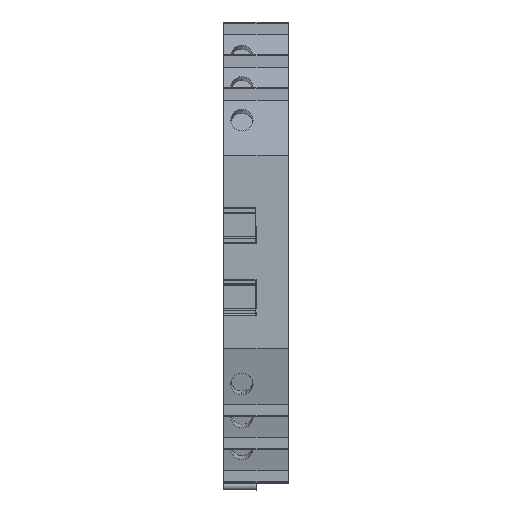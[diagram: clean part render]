
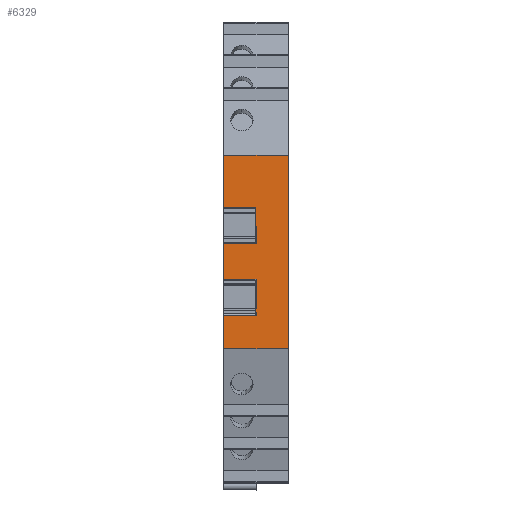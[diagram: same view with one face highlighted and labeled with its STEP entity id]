
A CAD part, top view. The second image highlights one B-rep face of the part: STEP entity #6329.
In plain terms, the highlighted planar face has unit normal (0, 0, 1).
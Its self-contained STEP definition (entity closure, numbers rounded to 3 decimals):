
#6252=AXIS2_PLACEMENT_3D('Plane Axis2P3D',#6249,#6250,#6251) ;
#1201=CARTESIAN_POINT('Vertex',(0.,26.49,79.544)) ;
#1204=CARTESIAN_POINT('Line Origine',(0.,26.79,79.544)) ;
#1208=CARTESIAN_POINT('Vertex',(0.,27.09,79.544)) ;
#1211=CARTESIAN_POINT('Line Origine',(0.,27.347,79.544)) ;
#1215=CARTESIAN_POINT('Vertex',(0.,27.605,79.544)) ;
#1218=CARTESIAN_POINT('Line Origine',(0.,28.537,79.544)) ;
#1222=CARTESIAN_POINT('Vertex',(0.,29.469,79.544)) ;
#1225=CARTESIAN_POINT('Line Origine',(0.,29.626,79.544)) ;
#1229=CARTESIAN_POINT('Vertex',(0.,29.783,79.544)) ;
#1232=CARTESIAN_POINT('Line Origine',(0.,31.28,79.544)) ;
#1236=CARTESIAN_POINT('Vertex',(0.,32.777,79.544)) ;
#1387=CARTESIAN_POINT('Vertex',(0.,39.577,79.544)) ;
#1390=CARTESIAN_POINT('Line Origine',(0.,40.391,79.544)) ;
#1394=CARTESIAN_POINT('Vertex',(0.,41.205,79.544)) ;
#1397=CARTESIAN_POINT('Line Origine',(0.,43.014,79.544)) ;
#1401=CARTESIAN_POINT('Vertex',(0.,44.822,79.544)) ;
#1404=CARTESIAN_POINT('Line Origine',(0.,45.569,79.544)) ;
#1408=CARTESIAN_POINT('Vertex',(0.,46.315,79.544)) ;
#1559=CARTESIAN_POINT('Vertex',(0.,53.115,79.544)) ;
#1562=CARTESIAN_POINT('Line Origine',(0.,54.604,79.544)) ;
#1566=CARTESIAN_POINT('Vertex',(0.,56.094,79.544)) ;
#1569=CARTESIAN_POINT('Line Origine',(0.,57.719,79.544)) ;
#1573=CARTESIAN_POINT('Vertex',(0.,59.345,79.544)) ;
#1576=CARTESIAN_POINT('Line Origine',(0.,59.541,79.544)) ;
#1580=CARTESIAN_POINT('Vertex',(0.,59.737,79.544)) ;
#1583=CARTESIAN_POINT('Line Origine',(0.,60.669,79.544)) ;
#1587=CARTESIAN_POINT('Vertex',(0.,61.601,79.544)) ;
#1590=CARTESIAN_POINT('Line Origine',(0.,61.858,79.544)) ;
#1594=CARTESIAN_POINT('Vertex',(0.,62.116,79.544)) ;
#1597=CARTESIAN_POINT('Line Origine',(0.,62.503,79.544)) ;
#1601=CARTESIAN_POINT('Vertex',(0.,62.89,79.544)) ;
#6168=CARTESIAN_POINT('Vertex',(12.2,26.49,79.544)) ;
#6171=CARTESIAN_POINT('Line Origine',(6.1,26.49,79.544)) ;
#6249=CARTESIAN_POINT('Axis2P3D Location',(0.,60.228,79.544)) ;
#6254=CARTESIAN_POINT('Line Origine',(3.05,32.777,79.544)) ;
#6258=CARTESIAN_POINT('Vertex',(6.1,32.777,79.544)) ;
#6261=CARTESIAN_POINT('Line Origine',(12.2,44.69,79.544)) ;
#6265=CARTESIAN_POINT('Vertex',(12.2,62.89,79.544)) ;
#6268=CARTESIAN_POINT('Line Origine',(6.1,62.89,79.544)) ;
#6273=CARTESIAN_POINT('Line Origine',(3.05,53.115,79.544)) ;
#6277=CARTESIAN_POINT('Vertex',(6.1,53.115,79.544)) ;
#6280=CARTESIAN_POINT('Line Origine',(6.1,49.715,79.544)) ;
#6284=CARTESIAN_POINT('Vertex',(6.1,46.315,79.544)) ;
#6287=CARTESIAN_POINT('Line Origine',(3.05,46.315,79.544)) ;
#6292=CARTESIAN_POINT('Line Origine',(3.05,39.577,79.544)) ;
#6296=CARTESIAN_POINT('Vertex',(6.1,39.577,79.544)) ;
#6299=CARTESIAN_POINT('Line Origine',(6.1,36.177,79.544)) ;
#1205=DIRECTION('Vector Direction',(0.,1.,0.)) ;
#1212=DIRECTION('Vector Direction',(0.,1.,0.)) ;
#1219=DIRECTION('Vector Direction',(0.,-1.,0.)) ;
#1226=DIRECTION('Vector Direction',(0.,1.,0.)) ;
#1233=DIRECTION('Vector Direction',(0.,-1.,0.)) ;
#1391=DIRECTION('Vector Direction',(0.,-1.,0.)) ;
#1398=DIRECTION('Vector Direction',(0.,-1.,0.)) ;
#1405=DIRECTION('Vector Direction',(0.,-1.,0.)) ;
#1563=DIRECTION('Vector Direction',(0.,1.,0.)) ;
#1570=DIRECTION('Vector Direction',(0.,-1.,0.)) ;
#1577=DIRECTION('Vector Direction',(0.,1.,0.)) ;
#1584=DIRECTION('Vector Direction',(0.,1.,0.)) ;
#1591=DIRECTION('Vector Direction',(0.,1.,0.)) ;
#1598=DIRECTION('Vector Direction',(0.,1.,0.)) ;
#6172=DIRECTION('Vector Direction',(1.,0.,0.)) ;
#6250=DIRECTION('Axis2P3D Direction',(0.,0.,-1.)) ;
#6251=DIRECTION('Axis2P3D XDirection',(0.,1.,0.)) ;
#6255=DIRECTION('Vector Direction',(-1.,0.,0.)) ;
#6262=DIRECTION('Vector Direction',(0.,-1.,0.)) ;
#6269=DIRECTION('Vector Direction',(1.,0.,0.)) ;
#6274=DIRECTION('Vector Direction',(-1.,0.,0.)) ;
#6281=DIRECTION('Vector Direction',(0.,-1.,0.)) ;
#6288=DIRECTION('Vector Direction',(-1.,0.,0.)) ;
#6293=DIRECTION('Vector Direction',(-1.,0.,0.)) ;
#6300=DIRECTION('Vector Direction',(0.,-1.,0.)) ;
#1206=VECTOR('Line Direction',#1205,1.) ;
#1213=VECTOR('Line Direction',#1212,1.) ;
#1220=VECTOR('Line Direction',#1219,1.) ;
#1227=VECTOR('Line Direction',#1226,1.) ;
#1234=VECTOR('Line Direction',#1233,1.) ;
#1392=VECTOR('Line Direction',#1391,1.) ;
#1399=VECTOR('Line Direction',#1398,1.) ;
#1406=VECTOR('Line Direction',#1405,1.) ;
#1564=VECTOR('Line Direction',#1563,1.) ;
#1571=VECTOR('Line Direction',#1570,1.) ;
#1578=VECTOR('Line Direction',#1577,1.) ;
#1585=VECTOR('Line Direction',#1584,1.) ;
#1592=VECTOR('Line Direction',#1591,1.) ;
#1599=VECTOR('Line Direction',#1598,1.) ;
#6173=VECTOR('Line Direction',#6172,1.) ;
#6256=VECTOR('Line Direction',#6255,1.) ;
#6263=VECTOR('Line Direction',#6262,1.) ;
#6270=VECTOR('Line Direction',#6269,1.) ;
#6275=VECTOR('Line Direction',#6274,1.) ;
#6282=VECTOR('Line Direction',#6281,1.) ;
#6289=VECTOR('Line Direction',#6288,1.) ;
#6294=VECTOR('Line Direction',#6293,1.) ;
#6301=VECTOR('Line Direction',#6300,1.) ;
#6305=ORIENTED_EDGE('',*,*,#6260,.T.) ;
#6306=ORIENTED_EDGE('',*,*,#1238,.F.) ;
#6307=ORIENTED_EDGE('',*,*,#1231,.F.) ;
#6308=ORIENTED_EDGE('',*,*,#1224,.F.) ;
#6309=ORIENTED_EDGE('',*,*,#1217,.F.) ;
#6310=ORIENTED_EDGE('',*,*,#1210,.F.) ;
#6311=ORIENTED_EDGE('',*,*,#6175,.T.) ;
#6312=ORIENTED_EDGE('',*,*,#6267,.F.) ;
#6313=ORIENTED_EDGE('',*,*,#6272,.F.) ;
#6314=ORIENTED_EDGE('',*,*,#1603,.F.) ;
#6315=ORIENTED_EDGE('',*,*,#1596,.F.) ;
#6316=ORIENTED_EDGE('',*,*,#1589,.F.) ;
#6317=ORIENTED_EDGE('',*,*,#1582,.F.) ;
#6318=ORIENTED_EDGE('',*,*,#1575,.F.) ;
#6319=ORIENTED_EDGE('',*,*,#1568,.F.) ;
#6320=ORIENTED_EDGE('',*,*,#6279,.F.) ;
#6321=ORIENTED_EDGE('',*,*,#6286,.F.) ;
#6322=ORIENTED_EDGE('',*,*,#6291,.T.) ;
#6323=ORIENTED_EDGE('',*,*,#1410,.F.) ;
#6324=ORIENTED_EDGE('',*,*,#1403,.F.) ;
#6325=ORIENTED_EDGE('',*,*,#1396,.F.) ;
#6326=ORIENTED_EDGE('',*,*,#6298,.F.) ;
#6327=ORIENTED_EDGE('',*,*,#6303,.F.) ;
#6329=ADVANCED_FACE('GEHAEUSE',(#6328),#6253,.F.) ;
#1210=EDGE_CURVE('',#1202,#1209,#1207,.T.) ;
#1217=EDGE_CURVE('',#1209,#1216,#1214,.T.) ;
#1224=EDGE_CURVE('',#1216,#1223,#1221,.F.) ;
#1231=EDGE_CURVE('',#1223,#1230,#1228,.T.) ;
#1238=EDGE_CURVE('',#1230,#1237,#1235,.F.) ;
#1396=EDGE_CURVE('',#1388,#1395,#1393,.F.) ;
#1403=EDGE_CURVE('',#1395,#1402,#1400,.F.) ;
#1410=EDGE_CURVE('',#1402,#1409,#1407,.F.) ;
#1568=EDGE_CURVE('',#1560,#1567,#1565,.T.) ;
#1575=EDGE_CURVE('',#1567,#1574,#1572,.F.) ;
#1582=EDGE_CURVE('',#1574,#1581,#1579,.T.) ;
#1589=EDGE_CURVE('',#1581,#1588,#1586,.T.) ;
#1596=EDGE_CURVE('',#1588,#1595,#1593,.T.) ;
#1603=EDGE_CURVE('',#1595,#1602,#1600,.T.) ;
#6175=EDGE_CURVE('',#1202,#6169,#6174,.T.) ;
#6260=EDGE_CURVE('',#6259,#1237,#6257,.T.) ;
#6267=EDGE_CURVE('',#6266,#6169,#6264,.T.) ;
#6272=EDGE_CURVE('',#1602,#6266,#6271,.T.) ;
#6279=EDGE_CURVE('',#6278,#1560,#6276,.T.) ;
#6286=EDGE_CURVE('',#6285,#6278,#6283,.F.) ;
#6291=EDGE_CURVE('',#6285,#1409,#6290,.T.) ;
#6298=EDGE_CURVE('',#6297,#1388,#6295,.T.) ;
#6303=EDGE_CURVE('',#6259,#6297,#6302,.F.) ;
#6304=EDGE_LOOP('',(#6305,#6306,#6307,#6308,#6309,#6310,#6311,#6312,#6313,#6314,#6315,#6316,#6317,#6318,#6319,#6320,#6321,#6322,#6323,#6324,#6325,#6326,#6327)) ;
#6328=FACE_OUTER_BOUND('',#6304,.T.) ;
#1207=LINE('Line',#1204,#1206) ;
#1214=LINE('Line',#1211,#1213) ;
#1221=LINE('Line',#1218,#1220) ;
#1228=LINE('Line',#1225,#1227) ;
#1235=LINE('Line',#1232,#1234) ;
#1393=LINE('Line',#1390,#1392) ;
#1400=LINE('Line',#1397,#1399) ;
#1407=LINE('Line',#1404,#1406) ;
#1565=LINE('Line',#1562,#1564) ;
#1572=LINE('Line',#1569,#1571) ;
#1579=LINE('Line',#1576,#1578) ;
#1586=LINE('Line',#1583,#1585) ;
#1593=LINE('Line',#1590,#1592) ;
#1600=LINE('Line',#1597,#1599) ;
#6174=LINE('Line',#6171,#6173) ;
#6257=LINE('Line',#6254,#6256) ;
#6264=LINE('Line',#6261,#6263) ;
#6271=LINE('Line',#6268,#6270) ;
#6276=LINE('Line',#6273,#6275) ;
#6283=LINE('Line',#6280,#6282) ;
#6290=LINE('Line',#6287,#6289) ;
#6295=LINE('Line',#6292,#6294) ;
#6302=LINE('Line',#6299,#6301) ;
#6253=PLANE('',#6252) ;
#1202=VERTEX_POINT('',#1201) ;
#1209=VERTEX_POINT('',#1208) ;
#1216=VERTEX_POINT('',#1215) ;
#1223=VERTEX_POINT('',#1222) ;
#1230=VERTEX_POINT('',#1229) ;
#1237=VERTEX_POINT('',#1236) ;
#1388=VERTEX_POINT('',#1387) ;
#1395=VERTEX_POINT('',#1394) ;
#1402=VERTEX_POINT('',#1401) ;
#1409=VERTEX_POINT('',#1408) ;
#1560=VERTEX_POINT('',#1559) ;
#1567=VERTEX_POINT('',#1566) ;
#1574=VERTEX_POINT('',#1573) ;
#1581=VERTEX_POINT('',#1580) ;
#1588=VERTEX_POINT('',#1587) ;
#1595=VERTEX_POINT('',#1594) ;
#1602=VERTEX_POINT('',#1601) ;
#6169=VERTEX_POINT('',#6168) ;
#6259=VERTEX_POINT('',#6258) ;
#6266=VERTEX_POINT('',#6265) ;
#6278=VERTEX_POINT('',#6277) ;
#6285=VERTEX_POINT('',#6284) ;
#6297=VERTEX_POINT('',#6296) ;
